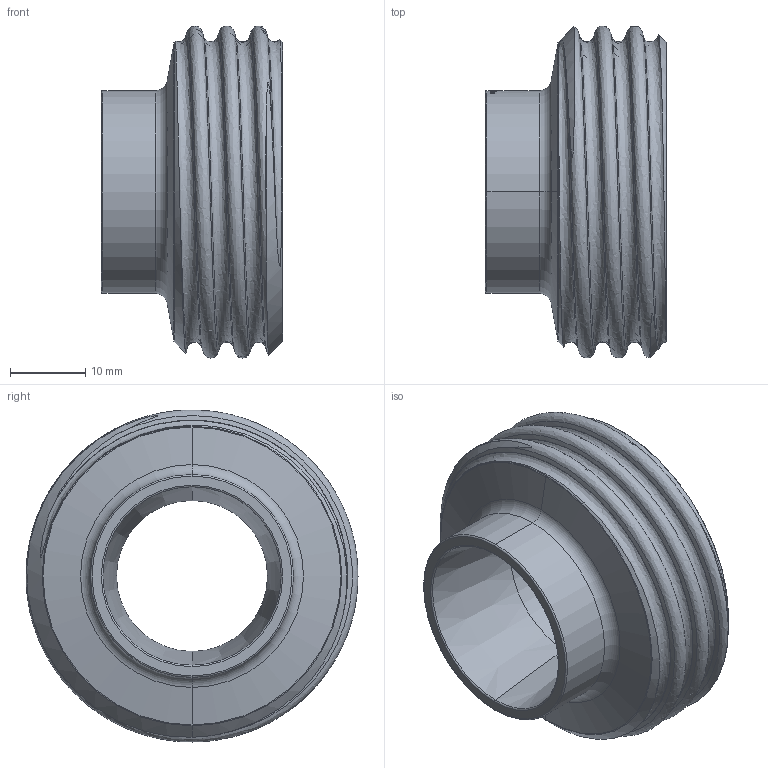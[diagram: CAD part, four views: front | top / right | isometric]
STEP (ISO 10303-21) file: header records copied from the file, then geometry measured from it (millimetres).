
FILE_DESCRIPTION (( 'STEP AP214' ), '1' );
FILE_NAME ('GL-213-026-x Gewindestutzen SC26,9x1,6 heco.STEP', '2017-09-13T15:13:05', ( '' ), ( '' ), 'SwSTEP 2.0', 'SolidWorks 2016', '' );
FILE_SCHEMA (( 'AUTOMOTIVE_DESIGN' ));
Length unit declared in the file: millimetre
Products named in the file (1): GL-213-026-x Gewindestutzen SC26,9x1,6 heco
Bounding box: 24 x 44 x 44 mm (x, y, z)
Volume: 12053.1 mm3; surface area: 7475.2 mm2
Topology: 1 solids, 1 shells, 228 faces, 584 edges, 380 vertices
Faces by surface type: bspline 113, plane 55, cylinder 28, torus 22, cone 10
Entity records: 16732 total; most frequent: CARTESIAN_POINT 10187, ORIENTED_EDGE 1168, EDGE_CURVE 584, DIRECTION 580, VERTEX_POINT 380, B_SPLINE_CURVE_WITH_KNOTS 359, EDGE_LOOP 252, AXIS2_PLACEMENT_3D 244
